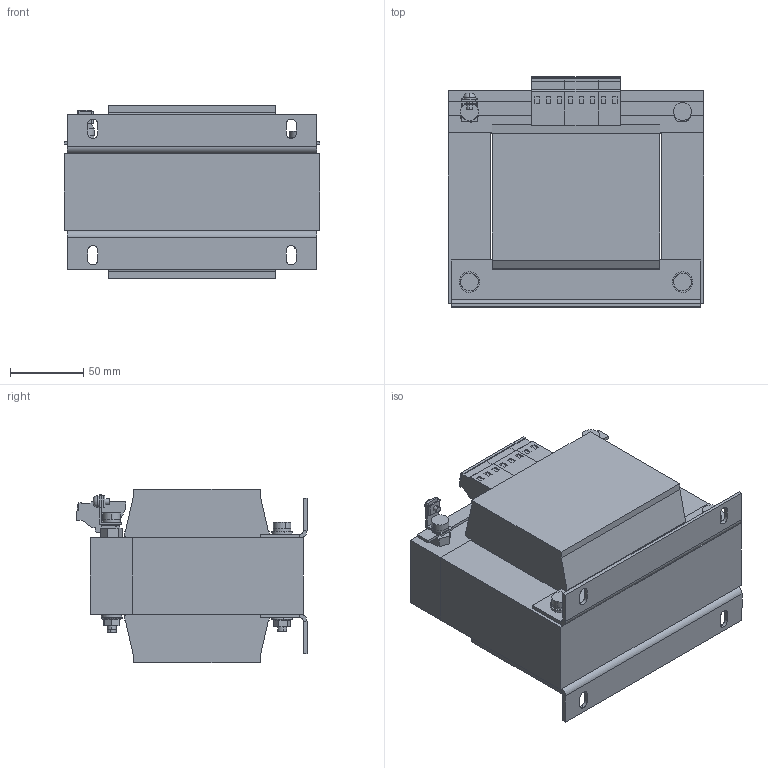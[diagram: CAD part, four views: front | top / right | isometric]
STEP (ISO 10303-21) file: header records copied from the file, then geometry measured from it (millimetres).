
FILE_DESCRIPTION (( 'STEP AP214' ), '1' );
FILE_NAME ('845371.STEP', '2024-02-02T14:26:12', ( '' ), ( '' ), 'SwSTEP 2.0', 'SolidWorks 2022', '' );
FILE_SCHEMA (( 'AUTOMOTIVE_DESIGN' ));
Length unit declared in the file: millimetre
Products named in the file (1): 845371
Bounding box: 174 x 156.65 x 118 mm (x, y, z)
Volume: 2078378.4 mm3; surface area: 174963.7 mm2
Topology: 1 solids, 10 shells, 563 faces, 1352 edges, 851 vertices
Faces by surface type: plane 405, cylinder 140, torus 10, cone 8
Entity records: 16269 total; most frequent: CARTESIAN_POINT 2895, DIRECTION 2771, ORIENTED_EDGE 2704, EDGE_CURVE 1352, VECTOR 997, LINE 997, AXIS2_PLACEMENT_3D 887, VERTEX_POINT 851
